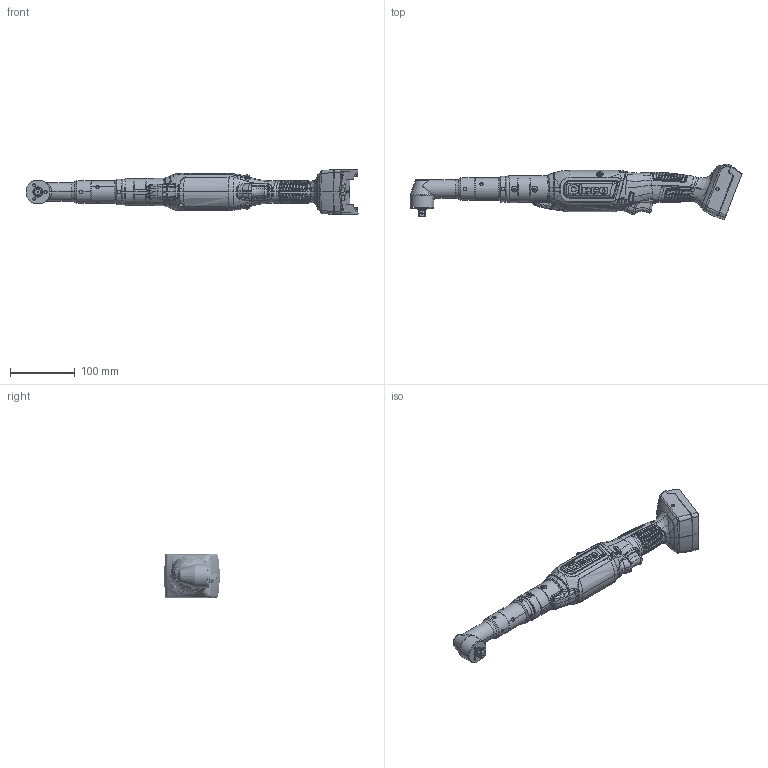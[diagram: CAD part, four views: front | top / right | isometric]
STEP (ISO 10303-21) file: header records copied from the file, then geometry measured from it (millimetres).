
FILE_DESCRIPTION((''),'2;1');
FILE_NAME('CLBA403_SW0001','2021-08-18T',('QC717'),(''),'CREO PARAMETRIC BY PTC INC, 2018360','CREO PARAMETRIC BY PTC INC, 2018360','');
FILE_SCHEMA(('CONFIG_CONTROL_DESIGN'));
Length unit declared in the file: millimetre
Products named in the file (1): CLBA403_SW0001
Bounding box: 513.21 x 85.77 x 69.56 mm (x, y, z)
Surface area: 118284.9 mm2 (no closed solid volume)
Topology: 0 solids, 208 shells, 2932 faces, 20230 edges, 17203 vertices
Faces by surface type: bspline 1887, cylinder 442, plane 286, cone 199, torus 69, sphere 35, extrusion 14
Entity records: 344715 total; most frequent: CARTESIAN_POINT 222744, ORIENTED_EDGE 25289, EDGE_CURVE 20217, VERTEX_POINT 17204, DIRECTION 16061, B_SPLINE_CURVE_WITH_KNOTS 10193, VECTOR 6105, LINE 6091
